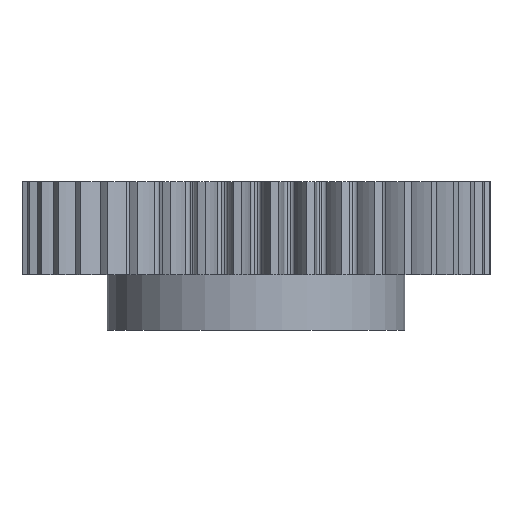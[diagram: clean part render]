
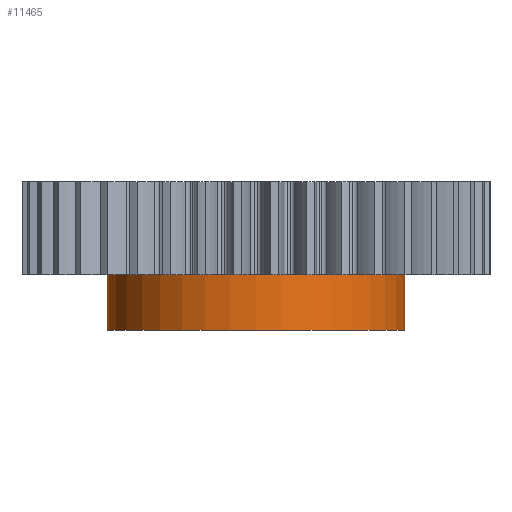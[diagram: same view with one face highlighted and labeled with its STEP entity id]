
A CAD part, front view. The second image highlights one B-rep face of the part: STEP entity #11465.
In plain terms, the highlighted cylindrical face has radius 40 mm (diameter 80 mm), a partial arc.
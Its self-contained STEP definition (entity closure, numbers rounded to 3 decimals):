
#43 = CIRCLE ( 'NONE', #3285, 40. ) ;
#534 = VECTOR ( 'NONE', #13084, 1000. ) ;
#806 = CIRCLE ( 'NONE', #3177, 40. ) ;
#903 = EDGE_LOOP ( 'NONE', ( #4225, #4634, #4966, #4377 ) ) ;
#980 = LINE ( 'NONE', #11762, #1141 ) ;
#1141 = VECTOR ( 'NONE', #11761, 1000. ) ;
#1145 = LINE ( 'NONE', #13083, #534 ) ;
#1285 = EDGE_CURVE ( 'NONE', #10203, #10915, #43, .T. ) ;
#1351 = EDGE_CURVE ( 'NONE', #10816, #10873, #806, .T. ) ;
#1383 = EDGE_CURVE ( 'NONE', #10816, #10915, #1145, .T. ) ;
#1407 = EDGE_CURVE ( 'NONE', #10873, #10203, #980, .T. ) ;
#2330 = CARTESIAN_POINT ( 'NONE',  ( 40., 0., 0. ) ) ;
#2605 = CARTESIAN_POINT ( 'NONE',  ( -40., 0., -15. ) ) ;
#2633 = CARTESIAN_POINT ( 'NONE',  ( 40., 0., -15. ) ) ;
#2650 = CARTESIAN_POINT ( 'NONE',  ( -40., 0., 0. ) ) ;
#2975 = CARTESIAN_POINT ( 'NONE',  ( 0., 0., -15. ) ) ;
#2976 = DIRECTION ( 'NONE',  ( 0., 0., 1. ) ) ;
#2984 = DIRECTION ( 'NONE',  ( 1., 0., 0. ) ) ;
#3177 = AXIS2_PLACEMENT_3D ( 'NONE', #12995, #12996, #12997 ) ;
#3285 = AXIS2_PLACEMENT_3D ( 'NONE', #12759, #12758, #12757 ) ;
#3605 = FACE_OUTER_BOUND ( 'NONE', #903, .T. ) ;
#3610 = CYLINDRICAL_SURFACE ( 'NONE', #5970, 40. ) ;
#4225 = ORIENTED_EDGE ( 'NONE', *, *, #1383, .F. ) ;
#4377 = ORIENTED_EDGE ( 'NONE', *, *, #1285, .T. ) ;
#4634 = ORIENTED_EDGE ( 'NONE', *, *, #1351, .T. ) ;
#4966 = ORIENTED_EDGE ( 'NONE', *, *, #1407, .T. ) ;
#5970 = AXIS2_PLACEMENT_3D ( 'NONE', #2975, #2976, #2984 ) ;
#10203 = VERTEX_POINT ( 'NONE', #2330 ) ;
#10816 = VERTEX_POINT ( 'NONE', #2605 ) ;
#10873 = VERTEX_POINT ( 'NONE', #2633 ) ;
#10915 = VERTEX_POINT ( 'NONE', #2650 ) ;
#11465 = ADVANCED_FACE ( 'NONE', ( #3605 ), #3610, .T. ) ;
#11761 = DIRECTION ( 'NONE',  ( 0., 0., 1. ) ) ;
#11762 = CARTESIAN_POINT ( 'NONE',  ( 40., 0., -15. ) ) ;
#12757 = DIRECTION ( 'NONE',  ( 1., 0., 0. ) ) ;
#12758 = DIRECTION ( 'NONE',  ( 0., 0., -1. ) ) ;
#12759 = CARTESIAN_POINT ( 'NONE',  ( 0., 0., 0. ) ) ;
#12995 = CARTESIAN_POINT ( 'NONE',  ( 0., 0., -15. ) ) ;
#12996 = DIRECTION ( 'NONE',  ( 0., 0., 1. ) ) ;
#12997 = DIRECTION ( 'NONE',  ( 1., 0., 0. ) ) ;
#13083 = CARTESIAN_POINT ( 'NONE',  ( -40., 0., -15. ) ) ;
#13084 = DIRECTION ( 'NONE',  ( 0., 0., 1. ) ) ;
